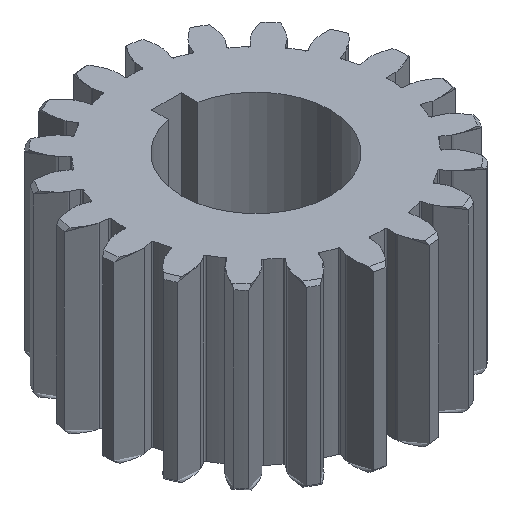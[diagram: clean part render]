
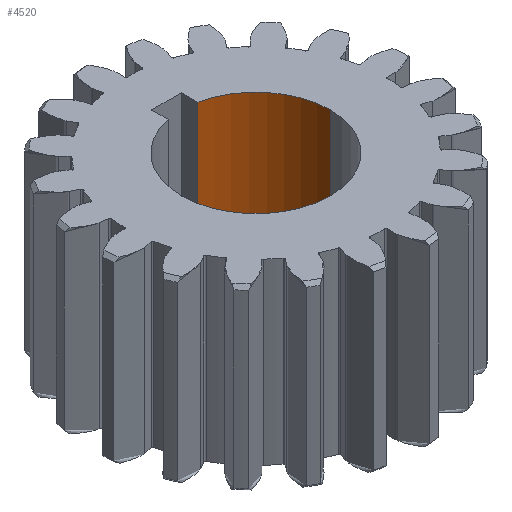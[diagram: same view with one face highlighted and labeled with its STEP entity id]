
A CAD part, isometric view. The second image highlights one B-rep face of the part: STEP entity #4520.
In plain terms, the highlighted cylindrical face has radius 7.938 mm (diameter 15.875 mm), a partial arc.
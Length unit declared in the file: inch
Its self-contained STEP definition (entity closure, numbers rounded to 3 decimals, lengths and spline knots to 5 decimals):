
#34 = EDGE_CURVE ( 'NONE', #4819, #2665, #4597, .T. ) ;
#168 = DIRECTION ( 'NONE',  ( 1., 0., 0. ) ) ;
#210 = AXIS2_PLACEMENT_3D ( 'NONE', #2452, #3162, #10614 ) ;
#213 = AXIS2_PLACEMENT_3D ( 'NONE', #4900, #9369, #168 ) ;
#1200 = DIRECTION ( 'NONE',  ( 0., 0., 1. ) ) ;
#1595 = DIRECTION ( 'NONE',  ( 1., 0., 0. ) ) ;
#1672 = CARTESIAN_POINT ( 'NONE',  ( 0.0625, 0.30619, -0.375 ) ) ;
#2452 = CARTESIAN_POINT ( 'NONE',  ( 0., 0., -0.375 ) ) ;
#2665 = VERTEX_POINT ( 'NONE', #8869 ) ;
#3162 = DIRECTION ( 'NONE',  ( 0., 0., 1. ) ) ;
#3262 = DIRECTION ( 'NONE',  ( 0., 0., 1. ) ) ;
#3407 = VECTOR ( 'NONE', #3262, 39.37008 ) ;
#3412 = CARTESIAN_POINT ( 'NONE',  ( 0.0625, 0.30619, 0.375 ) ) ;
#3487 = CARTESIAN_POINT ( 'NONE',  ( 0.3125, 0., -0.375 ) ) ;
#3691 = ORIENTED_EDGE ( 'NONE', *, *, #34, .F. ) ;
#3844 = LINE ( 'NONE', #7174, #3928 ) ;
#3928 = VECTOR ( 'NONE', #1200, 39.37008 ) ;
#4202 = CARTESIAN_POINT ( 'NONE',  ( 0.3125, 0., 0.375 ) ) ;
#4433 = CIRCLE ( 'NONE', #10725, 0.3125 ) ;
#4520 = ADVANCED_FACE ( 'NONE', ( #8094 ), #6414, .F. ) ;
#4597 = CIRCLE ( 'NONE', #213, 0.3125 ) ;
#4652 = VERTEX_POINT ( 'NONE', #4202 ) ;
#4819 = VERTEX_POINT ( 'NONE', #3487 ) ;
#4900 = CARTESIAN_POINT ( 'NONE',  ( 0., 0., -0.375 ) ) ;
#4961 = ORIENTED_EDGE ( 'NONE', *, *, #10640, .F. ) ;
#5567 = ORIENTED_EDGE ( 'NONE', *, *, #7101, .T. ) ;
#5968 = CARTESIAN_POINT ( 'NONE',  ( 0., 0., 0.375 ) ) ;
#6414 = CYLINDRICAL_SURFACE ( 'NONE', #210, 0.3125 ) ;
#6501 = EDGE_CURVE ( 'NONE', #4652, #8451, #4433, .T. ) ;
#6526 = ORIENTED_EDGE ( 'NONE', *, *, #6501, .T. ) ;
#7101 = EDGE_CURVE ( 'NONE', #4819, #4652, #3844, .T. ) ;
#7174 = CARTESIAN_POINT ( 'NONE',  ( 0.3125, 0., -0.375 ) ) ;
#7808 = EDGE_LOOP ( 'NONE', ( #3691, #5567, #6526, #4961 ) ) ;
#8094 = FACE_OUTER_BOUND ( 'NONE', #7808, .T. ) ;
#8451 = VERTEX_POINT ( 'NONE', #3412 ) ;
#8869 = CARTESIAN_POINT ( 'NONE',  ( 0.0625, 0.30619, -0.375 ) ) ;
#9369 = DIRECTION ( 'NONE',  ( 0., 0., 1. ) ) ;
#9398 = DIRECTION ( 'NONE',  ( 0., 0., 1. ) ) ;
#10054 = LINE ( 'NONE', #1672, #3407 ) ;
#10614 = DIRECTION ( 'NONE',  ( 1., 0., 0. ) ) ;
#10640 = EDGE_CURVE ( 'NONE', #2665, #8451, #10054, .T. ) ;
#10725 = AXIS2_PLACEMENT_3D ( 'NONE', #5968, #9398, #1595 ) ;
